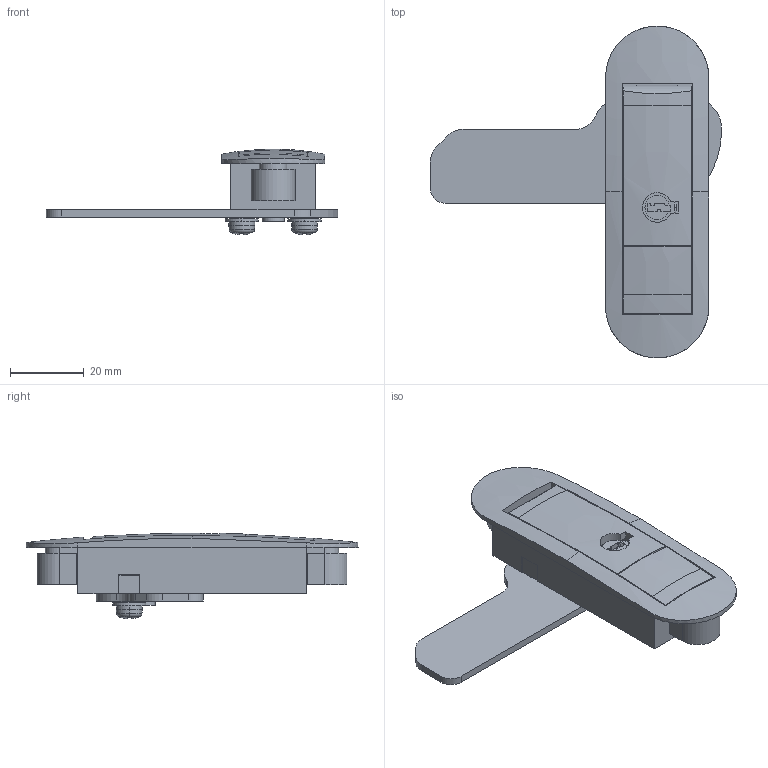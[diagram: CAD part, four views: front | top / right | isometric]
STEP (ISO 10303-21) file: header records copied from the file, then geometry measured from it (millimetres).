
FILE_DESCRIPTION (( 'STEP AP203' ), '1' );
FILE_NAME ('A-242-A-3-1.STEP', '2021-08-23T02:25:09', ( '' ), ( '' ), 'SwSTEP 2.0', 'SolidWorks 2018', '' );
FILE_SCHEMA (( 'CONFIG_CONTROL_DESIGN' ));
Length unit declared in the file: millimetre
Products named in the file (15): LU-0200鍵芯C_; A-242-A-3-1_spacer_; A-242-A-3-1_handle_; A-242-A-3-1_cross-recessed flat head screw__M4x8十字穴付皿小ねじ(鉄); A-242-A-3-1_slide cam_; A-242-A-3-1_lever_; LU-0200_; A-242-A-3-1_cross-recessed head machine screw__M4x8十字穴付なべ小ねじ(SUS)ダブルセムス(P3); A-242-A-3-1; A-242-A-3-1_rink_; A-242-A-3-1_stopper_; A-242-A-3-1_body_; A-242-A-3-1_R base_; A-242-A-3-1_h base_
Assembly tree (16 placements, depth 3):
  A-242-A-3-1
    A-242-A-3-1_body_
    A-242-A-3-1_handle_
    A-242-A-3-1_h base_
    A-242-A-3-1_lever_
    A-242-A-3-1_R base_
    A-242-A-3-1_rink_
    A-242-A-3-1_slide cam_
    A-242-A-3-1_stopper_
    A-242-A-3-1_spacer_  x2
      A-242-A-3-1_spacer_
      A-242-A-3-1_cross-recessed flat head screw__M4x8十字穴付皿小ねじ(鉄)
    A-242-A-3-1_cross-recessed head machine screw__M4x8十字穴付なべ小ねじ(SUS)ダブルセムス(P3)  x2
    LU-0200_
      LU-0200鍵芯C_
Bounding box: 79 x 90 x 23.27 mm (x, y, z)
Volume: 21033.2 mm3; surface area: 25914.3 mm2
Topology: 19 solids, 19 shells, 542 faces, 1433 edges, 940 vertices
Faces by surface type: plane 336, cylinder 164, cone 24, bspline 7, torus 7, sphere 4
Entity records: 15921 total; most frequent: CARTESIAN_POINT 2932, ORIENTED_EDGE 2368, DIRECTION 2359, EDGE_CURVE 1184, LINE 815, VECTOR 815, VERTEX_POINT 782, AXIS2_PLACEMENT_3D 772
